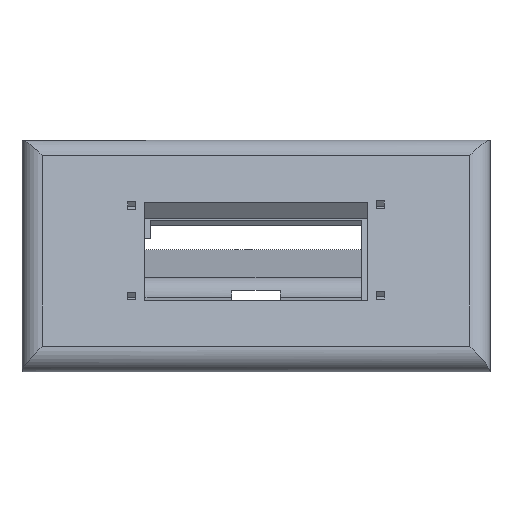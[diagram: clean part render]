
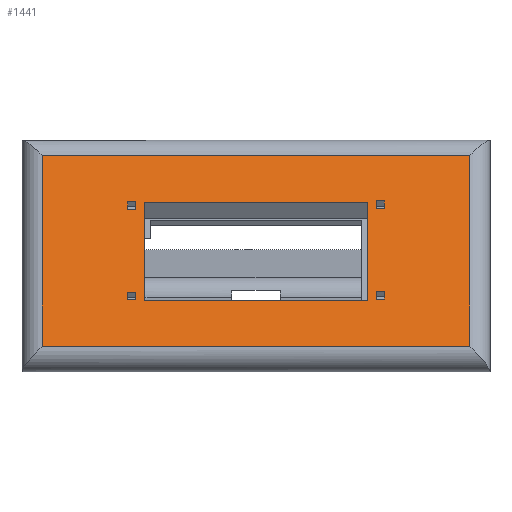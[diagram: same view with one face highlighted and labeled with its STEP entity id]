
A CAD part, front view. The second image highlights one B-rep face of the part: STEP entity #1441.
In plain terms, the highlighted planar face has unit normal (0, -0.966, 0.259).
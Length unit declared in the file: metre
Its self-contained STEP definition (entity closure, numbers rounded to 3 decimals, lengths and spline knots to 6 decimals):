
#105=ORIENTED_EDGE('',*,*,#532,.T.);
#106=ORIENTED_EDGE('',*,*,#533,.T.);
#107=ORIENTED_EDGE('',*,*,#534,.T.);
#108=ORIENTED_EDGE('',*,*,#535,.T.);
#109=ORIENTED_EDGE('',*,*,#536,.F.);
#110=ORIENTED_EDGE('',*,*,#537,.T.);
#111=ORIENTED_EDGE('',*,*,#538,.T.);
#112=ORIENTED_EDGE('',*,*,#539,.F.);
#113=ORIENTED_EDGE('',*,*,#540,.F.);
#114=ORIENTED_EDGE('',*,*,#541,.T.);
#115=ORIENTED_EDGE('',*,*,#542,.T.);
#116=ORIENTED_EDGE('',*,*,#543,.F.);
#117=ORIENTED_EDGE('',*,*,#544,.F.);
#118=ORIENTED_EDGE('',*,*,#545,.T.);
#119=ORIENTED_EDGE('',*,*,#546,.T.);
#120=ORIENTED_EDGE('',*,*,#547,.F.);
#121=ORIENTED_EDGE('',*,*,#548,.F.);
#122=ORIENTED_EDGE('',*,*,#549,.T.);
#123=ORIENTED_EDGE('',*,*,#550,.T.);
#124=ORIENTED_EDGE('',*,*,#551,.F.);
#125=ORIENTED_EDGE('',*,*,#552,.F.);
#126=ORIENTED_EDGE('',*,*,#553,.T.);
#127=ORIENTED_EDGE('',*,*,#554,.T.);
#128=ORIENTED_EDGE('',*,*,#555,.F.);
#532=EDGE_CURVE('',#745,#746,#881,.T.);
#533=EDGE_CURVE('',#746,#747,#882,.F.);
#534=EDGE_CURVE('',#747,#748,#883,.F.);
#535=EDGE_CURVE('',#748,#745,#884,.F.);
#536=EDGE_CURVE('',#749,#750,#885,.T.);
#537=EDGE_CURVE('',#749,#751,#886,.T.);
#538=EDGE_CURVE('',#751,#752,#887,.T.);
#539=EDGE_CURVE('',#750,#752,#888,.T.);
#540=EDGE_CURVE('',#753,#754,#889,.T.);
#541=EDGE_CURVE('',#753,#755,#890,.T.);
#542=EDGE_CURVE('',#755,#756,#891,.T.);
#543=EDGE_CURVE('',#754,#756,#892,.T.);
#544=EDGE_CURVE('',#757,#758,#893,.T.);
#545=EDGE_CURVE('',#757,#759,#894,.T.);
#546=EDGE_CURVE('',#759,#760,#895,.T.);
#547=EDGE_CURVE('',#758,#760,#896,.T.);
#548=EDGE_CURVE('',#761,#762,#897,.T.);
#549=EDGE_CURVE('',#761,#763,#898,.T.);
#550=EDGE_CURVE('',#763,#764,#899,.T.);
#551=EDGE_CURVE('',#762,#764,#900,.T.);
#552=EDGE_CURVE('',#765,#766,#901,.T.);
#553=EDGE_CURVE('',#765,#767,#902,.T.);
#554=EDGE_CURVE('',#767,#768,#903,.T.);
#555=EDGE_CURVE('',#766,#768,#904,.T.);
#745=VERTEX_POINT('',#2122);
#746=VERTEX_POINT('',#2123);
#747=VERTEX_POINT('',#2125);
#748=VERTEX_POINT('',#2127);
#749=VERTEX_POINT('',#2130);
#750=VERTEX_POINT('',#2131);
#751=VERTEX_POINT('',#2133);
#752=VERTEX_POINT('',#2135);
#753=VERTEX_POINT('',#2138);
#754=VERTEX_POINT('',#2139);
#755=VERTEX_POINT('',#2141);
#756=VERTEX_POINT('',#2143);
#757=VERTEX_POINT('',#2146);
#758=VERTEX_POINT('',#2147);
#759=VERTEX_POINT('',#2149);
#760=VERTEX_POINT('',#2151);
#761=VERTEX_POINT('',#2154);
#762=VERTEX_POINT('',#2155);
#763=VERTEX_POINT('',#2157);
#764=VERTEX_POINT('',#2159);
#765=VERTEX_POINT('',#2162);
#766=VERTEX_POINT('',#2163);
#767=VERTEX_POINT('',#2165);
#768=VERTEX_POINT('',#2167);
#881=LINE('',#2121,#1056);
#882=LINE('',#2124,#1057);
#883=LINE('',#2126,#1058);
#884=LINE('',#2128,#1059);
#885=LINE('',#2129,#1060);
#886=LINE('',#2132,#1061);
#887=LINE('',#2134,#1062);
#888=LINE('',#2136,#1063);
#889=LINE('',#2137,#1064);
#890=LINE('',#2140,#1065);
#891=LINE('',#2142,#1066);
#892=LINE('',#2144,#1067);
#893=LINE('',#2145,#1068);
#894=LINE('',#2148,#1069);
#895=LINE('',#2150,#1070);
#896=LINE('',#2152,#1071);
#897=LINE('',#2153,#1072);
#898=LINE('',#2156,#1073);
#899=LINE('',#2158,#1074);
#900=LINE('',#2160,#1075);
#901=LINE('',#2161,#1076);
#902=LINE('',#2164,#1077);
#903=LINE('',#2166,#1078);
#904=LINE('',#2168,#1079);
#1056=VECTOR('',#1691,1.);
#1057=VECTOR('',#1692,1.);
#1058=VECTOR('',#1693,1.);
#1059=VECTOR('',#1694,1.);
#1060=VECTOR('',#1695,1.);
#1061=VECTOR('',#1696,1.);
#1062=VECTOR('',#1697,1.);
#1063=VECTOR('',#1698,1.);
#1064=VECTOR('',#1699,1.);
#1065=VECTOR('',#1700,1.);
#1066=VECTOR('',#1701,1.);
#1067=VECTOR('',#1702,1.);
#1068=VECTOR('',#1703,1.);
#1069=VECTOR('',#1704,1.);
#1070=VECTOR('',#1705,1.);
#1071=VECTOR('',#1706,1.);
#1072=VECTOR('',#1707,1.);
#1073=VECTOR('',#1708,1.);
#1074=VECTOR('',#1709,1.);
#1075=VECTOR('',#1710,1.);
#1076=VECTOR('',#1711,1.);
#1077=VECTOR('',#1712,1.);
#1078=VECTOR('',#1713,1.);
#1079=VECTOR('',#1714,1.);
#1208=EDGE_LOOP('',(#105,#106,#107,#108));
#1209=EDGE_LOOP('',(#109,#110,#111,#112));
#1210=EDGE_LOOP('',(#113,#114,#115,#116));
#1211=EDGE_LOOP('',(#117,#118,#119,#120));
#1212=EDGE_LOOP('',(#121,#122,#123,#124));
#1213=EDGE_LOOP('',(#125,#126,#127,#128));
#1296=FACE_BOUND('',#1208,.T.);
#1297=FACE_BOUND('',#1209,.T.);
#1298=FACE_BOUND('',#1210,.T.);
#1299=FACE_BOUND('',#1211,.T.);
#1300=FACE_BOUND('',#1212,.T.);
#1301=FACE_BOUND('',#1213,.T.);
#1383=PLANE('',#1536);
#1441=ADVANCED_FACE('',(#1296,#1297,#1298,#1299,#1300,#1301),#1383,.T.);
#1536=AXIS2_PLACEMENT_3D('',#2120,#1689,#1690);
#1689=DIRECTION('',(0.,-0.966,0.259));
#1690=DIRECTION('',(0.,-0.259,-0.966));
#1691=DIRECTION('',(-1.,0.,0.));
#1692=DIRECTION('',(0.,0.259,0.966));
#1693=DIRECTION('',(-1.,0.,0.));
#1694=DIRECTION('',(0.,-0.259,-0.966));
#1695=DIRECTION('',(0.,-0.259,-0.966));
#1696=DIRECTION('',(1.,0.,0.));
#1697=DIRECTION('',(0.,-0.259,-0.966));
#1698=DIRECTION('',(1.,0.,0.));
#1699=DIRECTION('',(0.,-0.259,-0.966));
#1700=DIRECTION('',(1.,0.,0.));
#1701=DIRECTION('',(0.,-0.259,-0.966));
#1702=DIRECTION('',(1.,0.,0.));
#1703=DIRECTION('',(0.,-0.259,-0.966));
#1704=DIRECTION('',(1.,0.,0.));
#1705=DIRECTION('',(0.,-0.259,-0.966));
#1706=DIRECTION('',(1.,0.,0.));
#1707=DIRECTION('',(0.,-0.259,-0.966));
#1708=DIRECTION('',(1.,0.,0.));
#1709=DIRECTION('',(0.,-0.259,-0.966));
#1710=DIRECTION('',(1.,0.,0.));
#1711=DIRECTION('',(0.,-0.259,-0.966));
#1712=DIRECTION('',(1.,0.,0.));
#1713=DIRECTION('',(0.,-0.259,-0.966));
#1714=DIRECTION('',(1.,0.,0.));
#2120=CARTESIAN_POINT('',(0.106877,-0.172224,0.029022));
#2121=CARTESIAN_POINT('',(0.106877,-0.165741,0.053215));
#2122=CARTESIAN_POINT('',(-0.005,-0.165741,0.053215));
#2123=CARTESIAN_POINT('',(-0.11,-0.165741,0.053215));
#2124=CARTESIAN_POINT('',(-0.11,-0.18,0.));
#2125=CARTESIAN_POINT('',(-0.11,-0.178314,0.006294));
#2126=CARTESIAN_POINT('',(0.,-0.178314,0.006294));
#2127=CARTESIAN_POINT('',(-0.005,-0.178314,0.006294));
#2128=CARTESIAN_POINT('',(-0.005,-0.172224,0.029022));
#2129=CARTESIAN_POINT('',(-0.085,-0.172082,0.029549));
#2130=CARTESIAN_POINT('',(-0.085,-0.168847,0.041623));
#2131=CARTESIAN_POINT('',(-0.085,-0.175317,0.017475));
#2132=CARTESIAN_POINT('',(-0.0575,-0.168847,0.041623));
#2133=CARTESIAN_POINT('',(-0.03,-0.168847,0.041623));
#2134=CARTESIAN_POINT('',(-0.03,-0.172082,0.029549));
#2135=CARTESIAN_POINT('',(-0.03,-0.175317,0.017475));
#2136=CARTESIAN_POINT('',(-0.0575,-0.175317,0.017475));
#2137=CARTESIAN_POINT('',(-0.028,-0.174949,0.018851));
#2138=CARTESIAN_POINT('',(-0.028,-0.17469,0.019817));
#2139=CARTESIAN_POINT('',(-0.028,-0.175208,0.017885));
#2140=CARTESIAN_POINT('',(-0.027,-0.17469,0.019817));
#2141=CARTESIAN_POINT('',(-0.026,-0.17469,0.019817));
#2142=CARTESIAN_POINT('',(-0.026,-0.174949,0.018851));
#2143=CARTESIAN_POINT('',(-0.026,-0.175208,0.017885));
#2144=CARTESIAN_POINT('',(-0.027,-0.175208,0.017885));
#2145=CARTESIAN_POINT('',(-0.089,-0.175008,0.01863));
#2146=CARTESIAN_POINT('',(-0.089,-0.174749,0.019596));
#2147=CARTESIAN_POINT('',(-0.089,-0.175267,0.017664));
#2148=CARTESIAN_POINT('',(-0.088,-0.174749,0.019596));
#2149=CARTESIAN_POINT('',(-0.087,-0.174749,0.019596));
#2150=CARTESIAN_POINT('',(-0.087,-0.175008,0.01863));
#2151=CARTESIAN_POINT('',(-0.087,-0.175267,0.017664));
#2152=CARTESIAN_POINT('',(-0.088,-0.175267,0.017664));
#2153=CARTESIAN_POINT('',(-0.089,-0.169055,0.040846));
#2154=CARTESIAN_POINT('',(-0.089,-0.168796,0.041812));
#2155=CARTESIAN_POINT('',(-0.089,-0.169314,0.039881));
#2156=CARTESIAN_POINT('',(-0.088,-0.168796,0.041812));
#2157=CARTESIAN_POINT('',(-0.087,-0.168796,0.041812));
#2158=CARTESIAN_POINT('',(-0.087,-0.169055,0.040846));
#2159=CARTESIAN_POINT('',(-0.087,-0.169314,0.039881));
#2160=CARTESIAN_POINT('',(-0.088,-0.169314,0.039881));
#2161=CARTESIAN_POINT('',(-0.028,-0.168996,0.041067));
#2162=CARTESIAN_POINT('',(-0.028,-0.168737,0.042033));
#2163=CARTESIAN_POINT('',(-0.028,-0.169255,0.040101));
#2164=CARTESIAN_POINT('',(-0.027,-0.168737,0.042033));
#2165=CARTESIAN_POINT('',(-0.026,-0.168737,0.042033));
#2166=CARTESIAN_POINT('',(-0.026,-0.168996,0.041067));
#2167=CARTESIAN_POINT('',(-0.026,-0.169255,0.040101));
#2168=CARTESIAN_POINT('',(-0.027,-0.169255,0.040101));
